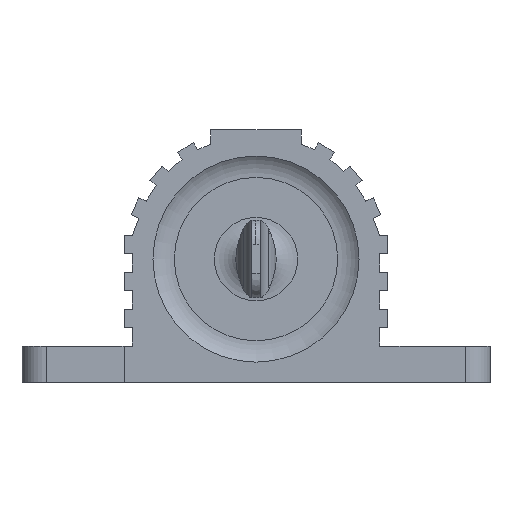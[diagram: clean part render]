
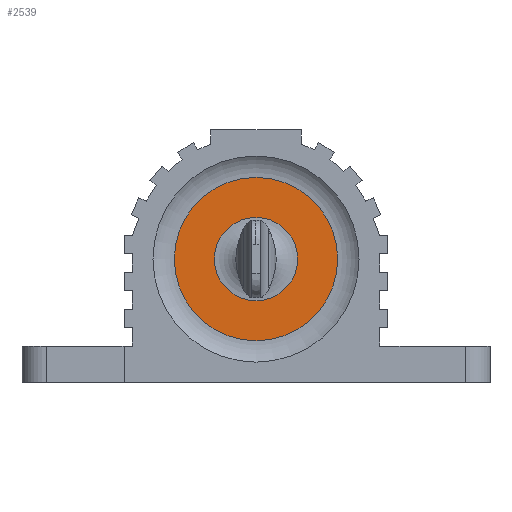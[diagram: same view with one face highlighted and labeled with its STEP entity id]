
A CAD part, left-side view. The second image highlights one B-rep face of the part: STEP entity #2539.
In plain terms, the highlighted planar face has unit normal (-1, 0, 0).
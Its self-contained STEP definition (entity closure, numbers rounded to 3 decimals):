
#2517 = EDGE_CURVE('',#2518,#2518,#2520,.T.);
#2518 = VERTEX_POINT('',#2519);
#2519 = CARTESIAN_POINT('',(-24.5,5.052,0.));
#2520 = CIRCLE('',#2521,5.052);
#2521 = AXIS2_PLACEMENT_3D('',#2522,#2523,#2524);
#2522 = CARTESIAN_POINT('',(-24.5,0.,0.));
#2523 = DIRECTION('',(1.,0.,0.));
#2524 = DIRECTION('',(0.,1.,0.));
#2539 = ADVANCED_FACE('',(#2540,#2551),#2554,.F.);
#2540 = FACE_BOUND('',#2541,.T.);
#2541 = EDGE_LOOP('',(#2542));
#2542 = ORIENTED_EDGE('',*,*,#2543,.T.);
#2543 = EDGE_CURVE('',#2544,#2544,#2546,.T.);
#2544 = VERTEX_POINT('',#2545);
#2545 = CARTESIAN_POINT('',(-24.5,2.573,0.));
#2546 = CIRCLE('',#2547,2.573);
#2547 = AXIS2_PLACEMENT_3D('',#2548,#2549,#2550);
#2548 = CARTESIAN_POINT('',(-24.5,0.,0.));
#2549 = DIRECTION('',(1.,0.,0.));
#2550 = DIRECTION('',(0.,1.,0.));
#2551 = FACE_BOUND('',#2552,.T.);
#2552 = EDGE_LOOP('',(#2553));
#2553 = ORIENTED_EDGE('',*,*,#2517,.F.);
#2554 = PLANE('',#2555);
#2555 = AXIS2_PLACEMENT_3D('',#2556,#2557,#2558);
#2556 = CARTESIAN_POINT('',(-24.5,0.,0.));
#2557 = DIRECTION('',(1.,0.,0.));
#2558 = DIRECTION('',(-0.,1.,-0.));
